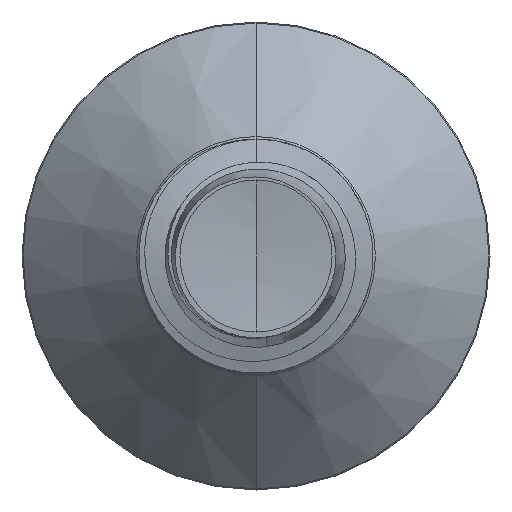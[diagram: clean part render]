
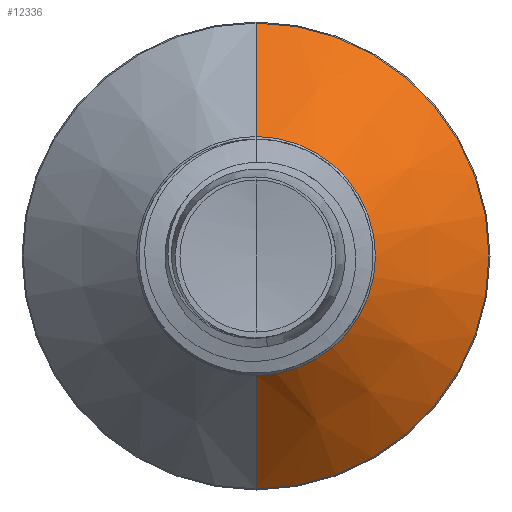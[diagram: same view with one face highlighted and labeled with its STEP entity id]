
A CAD part, front view. The second image highlights one B-rep face of the part: STEP entity #12336.
In plain terms, the highlighted conical face has half-angle 45 degrees and reference radius 2.042 mm.
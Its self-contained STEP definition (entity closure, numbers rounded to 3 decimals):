
#1307 = AXIS2_PLACEMENT_3D ( 'NONE', #2556, #10055, #3690 ) ;
#1561 = DIRECTION ( 'NONE',  ( 0., 0.707, 0.707 ) ) ;
#1668 = CARTESIAN_POINT ( 'NONE',  ( 0., 3.342, 2.042 ) ) ;
#2076 = CARTESIAN_POINT ( 'NONE',  ( 0., 5.282, 3.982 ) ) ;
#2556 = CARTESIAN_POINT ( 'NONE',  ( 0., 3.342, 0. ) ) ;
#3423 = AXIS2_PLACEMENT_3D ( 'NONE', #5348, #12778, #6363 ) ;
#3690 = DIRECTION ( 'NONE',  ( 0., 0., 1. ) ) ;
#3804 = CARTESIAN_POINT ( 'NONE',  ( 0., 3.342, -2.042 ) ) ;
#3940 = LINE ( 'NONE', #8074, #9556 ) ;
#4243 = VERTEX_POINT ( 'NONE', #2076 ) ;
#4582 = ORIENTED_EDGE ( 'NONE', *, *, #10434, .T. ) ;
#5348 = CARTESIAN_POINT ( 'NONE',  ( 0., 5.282, 0. ) ) ;
#5522 = CARTESIAN_POINT ( 'NONE',  ( 0., 3.342, 0. ) ) ;
#6267 = VECTOR ( 'NONE', #10158, 1000. ) ;
#6363 = DIRECTION ( 'NONE',  ( 0., 0., 1. ) ) ;
#6781 = VERTEX_POINT ( 'NONE', #13075 ) ;
#7071 = AXIS2_PLACEMENT_3D ( 'NONE', #5522, #10774, #12961 ) ;
#8074 = CARTESIAN_POINT ( 'NONE',  ( 0., 3.342, 2.042 ) ) ;
#8335 = VERTEX_POINT ( 'NONE', #10571 ) ;
#8509 = FACE_OUTER_BOUND ( 'NONE', #12699, .T. ) ;
#8527 = ORIENTED_EDGE ( 'NONE', *, *, #10125, .F. ) ;
#8989 = CIRCLE ( 'NONE', #1307, 2.042 ) ;
#9348 = VERTEX_POINT ( 'NONE', #1668 ) ;
#9556 = VECTOR ( 'NONE', #1561, 1000. ) ;
#9570 = EDGE_CURVE ( 'NONE', #9348, #4243, #3940, .T. ) ;
#9823 = ORIENTED_EDGE ( 'NONE', *, *, #12566, .T. ) ;
#10055 = DIRECTION ( 'NONE',  ( 0., 1., 0. ) ) ;
#10125 = EDGE_CURVE ( 'NONE', #4243, #8335, #10409, .T. ) ;
#10158 = DIRECTION ( 'NONE',  ( 0., 0.707, -0.707 ) ) ;
#10409 = CIRCLE ( 'NONE', #3423, 3.982 ) ;
#10434 = EDGE_CURVE ( 'NONE', #6781, #8335, #11940, .T. ) ;
#10571 = CARTESIAN_POINT ( 'NONE',  ( 0., 5.282, -3.982 ) ) ;
#10704 = CONICAL_SURFACE ( 'NONE', #7071, 2.042, 0.785 ) ;
#10774 = DIRECTION ( 'NONE',  ( 0., 1., 0. ) ) ;
#11256 = ORIENTED_EDGE ( 'NONE', *, *, #9570, .F. ) ;
#11940 = LINE ( 'NONE', #3804, #6267 ) ;
#12336 = ADVANCED_FACE ( 'NONE', ( #8509 ), #10704, .T. ) ;
#12566 = EDGE_CURVE ( 'NONE', #9348, #6781, #8989, .T. ) ;
#12699 = EDGE_LOOP ( 'NONE', ( #9823, #4582, #8527, #11256 ) ) ;
#12778 = DIRECTION ( 'NONE',  ( 0., 1., 0. ) ) ;
#12961 = DIRECTION ( 'NONE',  ( 0., 0., 1. ) ) ;
#13075 = CARTESIAN_POINT ( 'NONE',  ( 0., 3.342, -2.042 ) ) ;
